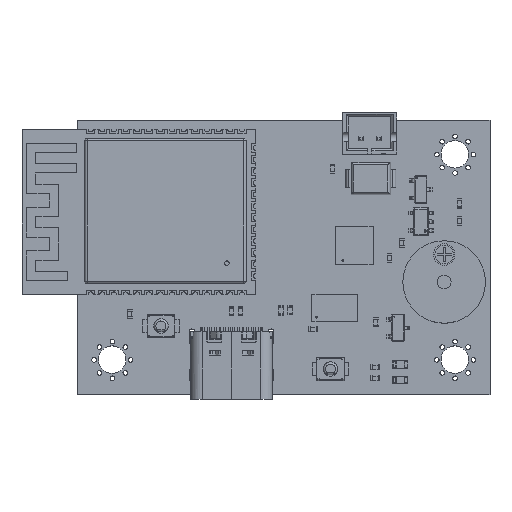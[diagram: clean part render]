
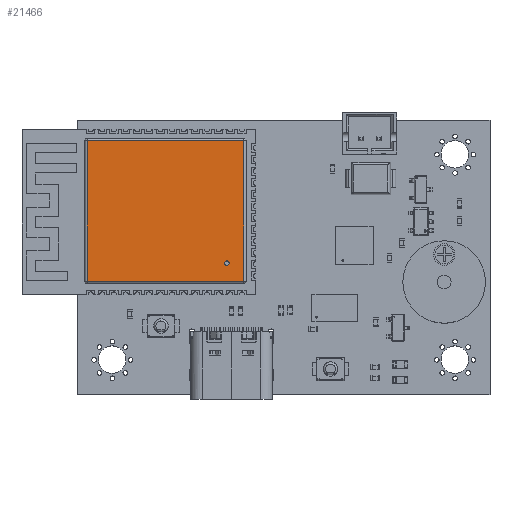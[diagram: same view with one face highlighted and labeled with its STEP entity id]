
A CAD part, top view. The second image highlights one B-rep face of the part: STEP entity #21466.
In plain terms, the highlighted planar face has unit normal (0, 0, 1).
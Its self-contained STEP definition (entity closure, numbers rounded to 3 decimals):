
#21290 = VERTEX_POINT('',#21291);
#21291 = CARTESIAN_POINT('',(-7.55,5.65,3.1));
#21298 = EDGE_CURVE('',#21290,#21299,#21301,.T.);
#21299 = VERTEX_POINT('',#21300);
#21300 = CARTESIAN_POINT('',(7.75,5.65,3.1));
#21301 = LINE('',#21302,#21303);
#21302 = CARTESIAN_POINT('',(-7.8,5.65,3.1));
#21303 = VECTOR('',#21304,1.);
#21304 = DIRECTION('',(1.,0.,0.));
#21466 = ADVANCED_FACE('',(#21467,#21492),#21503,.T.);
#21467 = FACE_BOUND('',#21468,.T.);
#21468 = EDGE_LOOP('',(#21469,#21479,#21485,#21486));
#21469 = ORIENTED_EDGE('',*,*,#21470,.F.);
#21470 = EDGE_CURVE('',#21471,#21473,#21475,.T.);
#21471 = VERTEX_POINT('',#21472);
#21472 = CARTESIAN_POINT('',(7.75,-11.45,3.1));
#21473 = VERTEX_POINT('',#21474);
#21474 = CARTESIAN_POINT('',(-7.55,-11.45,3.1));
#21475 = LINE('',#21476,#21477);
#21476 = CARTESIAN_POINT('',(8.,-11.45,3.1));
#21477 = VECTOR('',#21478,1.);
#21478 = DIRECTION('',(-1.,0.,0.));
#21479 = ORIENTED_EDGE('',*,*,#21480,.F.);
#21480 = EDGE_CURVE('',#21299,#21471,#21481,.T.);
#21481 = LINE('',#21482,#21483);
#21482 = CARTESIAN_POINT('',(7.75,5.9,3.1));
#21483 = VECTOR('',#21484,1.);
#21484 = DIRECTION('',(0.,-1.,0.));
#21485 = ORIENTED_EDGE('',*,*,#21298,.F.);
#21486 = ORIENTED_EDGE('',*,*,#21487,.F.);
#21487 = EDGE_CURVE('',#21473,#21290,#21488,.T.);
#21488 = LINE('',#21489,#21490);
#21489 = CARTESIAN_POINT('',(-7.55,-11.7,3.1));
#21490 = VECTOR('',#21491,1.);
#21491 = DIRECTION('',(0.,1.,0.));
#21492 = FACE_BOUND('',#21493,.T.);
#21493 = EDGE_LOOP('',(#21494));
#21494 = ORIENTED_EDGE('',*,*,#21495,.F.);
#21495 = EDGE_CURVE('',#21496,#21496,#21498,.T.);
#21496 = VERTEX_POINT('',#21497);
#21497 = CARTESIAN_POINT('',(-5.35,-9.6,3.1));
#21498 = CIRCLE('',#21499,0.25);
#21499 = AXIS2_PLACEMENT_3D('',#21500,#21501,#21502);
#21500 = CARTESIAN_POINT('',(-5.6,-9.6,3.1));
#21501 = DIRECTION('',(0.,0.,1.));
#21502 = DIRECTION('',(1.,0.,-0.));
#21503 = PLANE('',#21504);
#21504 = AXIS2_PLACEMENT_3D('',#21505,#21506,#21507);
#21505 = CARTESIAN_POINT('',(0.1,-2.9,3.1));
#21506 = DIRECTION('',(0.,0.,1.));
#21507 = DIRECTION('',(1.,0.,-0.));
